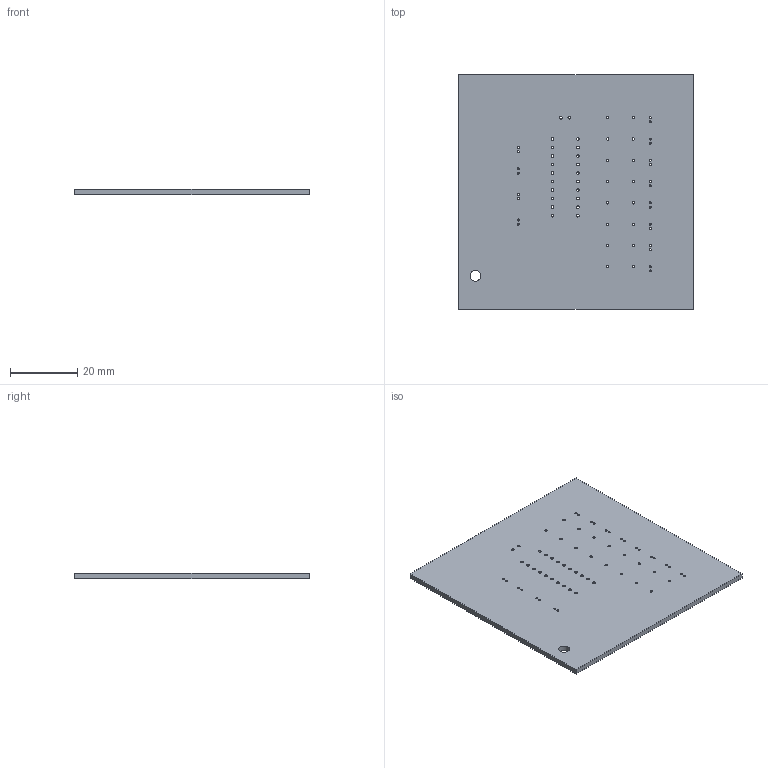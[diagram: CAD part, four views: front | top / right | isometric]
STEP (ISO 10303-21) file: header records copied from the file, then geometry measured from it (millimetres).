
FILE_DESCRIPTION(('KiCad electronic assembly'),'2;1');
FILE_NAME('TargetSite.step','2022-07-28T21:47:30',('Pcbnew'),('Kicad'), 'Open CASCADE STEP processor 7.6','KiCad to STEP converter','Unknown' );
FILE_SCHEMA(('AUTOMOTIVE_DESIGN { 1 0 10303 214 1 1 1 1 }'));
Length unit declared in the file: millimetre
Products named in the file (2): TargetSite 1; TargetSite PCB
Assembly tree (1 placements, depth 2):
  TargetSite 1
    TargetSite PCB
Bounding box: 70 x 70 x 1.6 mm (x, y, z)
Volume: 7788.7 mm3; surface area: 10417.1 mm2
Topology: 1 solids, 1 shells, 69 faces, 201 edges, 134 vertices
Faces by surface type: cylinder 63, plane 6
Full cylindrical faces by diameter (mm): 0.6 x24, 0.7 x16, 0.8 x22, 3.2 x1
Entity records: 5273 total; most frequent: DIRECTION 871, CARTESIAN_POINT 808, ORIENTED_EDGE 402, PCURVE 402, DEFINITIONAL_REPRESENTATION 402, LINE 351, VECTOR 351, CIRCLE 252
